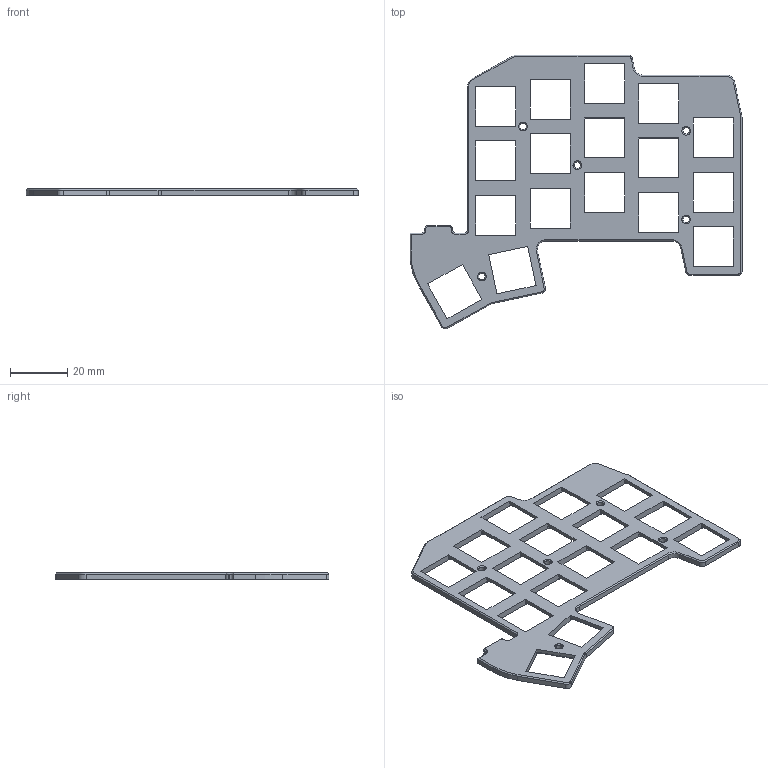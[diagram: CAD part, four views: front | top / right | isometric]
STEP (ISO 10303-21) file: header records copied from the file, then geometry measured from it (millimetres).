
FILE_DESCRIPTION(('FreeCAD Model'),'2;1');
FILE_NAME('Open CASCADE Shape Model','2026-02-01T12:56:50',(''),(''), 'Open CASCADE STEP processor 7.9','FreeCAD','Unknown');
FILE_SCHEMA(('AUTOMOTIVE_DESIGN { 1 0 10303 214 1 1 1 1 }'));
Length unit declared in the file: millimetre
Products named in the file (1): RH plate
Bounding box: 116.2 x 95.9 x 2.2 mm (x, y, z)
Volume: 8085.5 mm3; surface area: 10826.1 mm2
Topology: 1 solids, 1 shells, 294 faces, 764 edges, 472 vertices
Faces by surface type: plane 178, cylinder 92, cone 24
Full cylindrical faces by diameter (mm): 2.3 x5
Entity records: 8960 total; most frequent: DIRECTION 1552, CARTESIAN_POINT 1541, ORIENTED_EDGE 1528, EDGE_CURVE 764, LINE 546, VECTOR 546, AXIS2_PLACEMENT_3D 503, VERTEX_POINT 472
